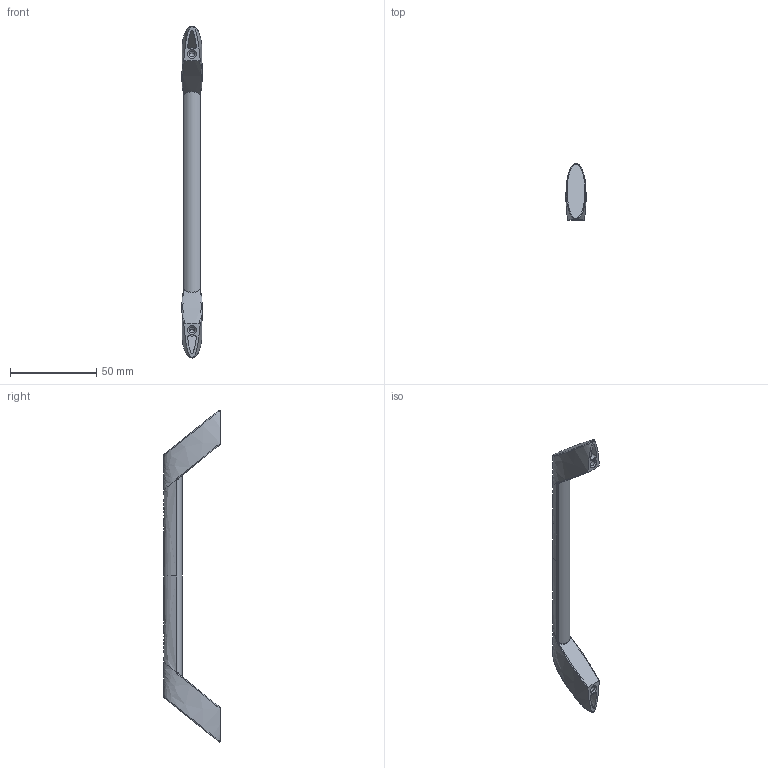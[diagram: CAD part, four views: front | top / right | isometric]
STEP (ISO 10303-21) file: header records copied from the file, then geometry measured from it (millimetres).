
FILE_DESCRIPTION(('Creo Elements/Direct Modeling STEP Export'),'2;1');
FILE_NAME('2415-192.stp','2018-02-28T 7:36:48',(''),(''),'Creo Elements/Direct Modeling STEP processor for AP214 (Solid Model)','Creo Elements/Direct Modeling 20.0 12-Nov-2016 (C) Parametric Technology GmbH','');
FILE_SCHEMA(('AUTOMOTIVE_DESIGN { 1 0 10303 214 1 1 1 1 }'));
Length unit declared in the file: millimetre
Products named in the file (1): ZN-10267
Bounding box: 11.69 x 32.56 x 192.4 mm (x, y, z)
Volume: 20098 mm3; surface area: 8523.7 mm2
Topology: 1 solids, 1 shells, 71 faces, 179 edges, 108 vertices
Faces by surface type: bspline 38, cylinder 17, plane 8, cone 8
Entity records: 11695 total; most frequent: CARTESIAN_POINT 10290, ORIENTED_EDGE 342, DIRECTION 186, EDGE_CURVE 171, VERTEX_POINT 108, AXIS2_PLACEMENT_3D 77, EDGE_LOOP 77, B_SPLINE_CURVE_WITH_KNOTS 77
